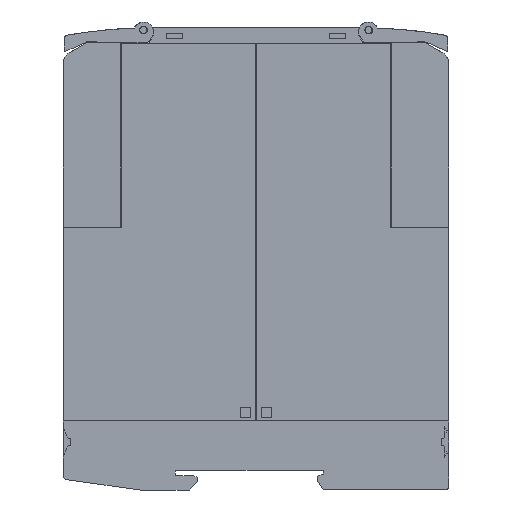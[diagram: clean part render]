
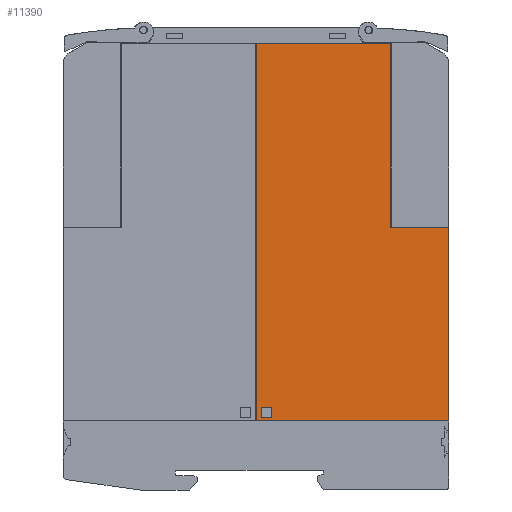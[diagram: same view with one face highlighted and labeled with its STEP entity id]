
A CAD part, left-side view. The second image highlights one B-rep face of the part: STEP entity #11390.
In plain terms, the highlighted planar face has unit normal (-1, 0, 0).
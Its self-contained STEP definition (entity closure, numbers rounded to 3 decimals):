
#11390=ADVANCED_FACE('',(#30182,#30183),#30184,.T.);
#16258=VERTEX_POINT('',#35251);
#16262=VERTEX_POINT('',#35255);
#16264=EDGE_CURVE('',#16262,#16258,#35257,.T.);
#16320=VERTEX_POINT('',#35313);
#16324=VERTEX_POINT('',#35317);
#16326=EDGE_CURVE('',#16324,#16320,#35319,.T.);
#19198=VERTEX_POINT('',#38191);
#19202=VERTEX_POINT('',#38195);
#19204=EDGE_CURVE('',#19202,#19198,#38197,.T.);
#24398=EDGE_CURVE('',#16258,#19202,#43391,.T.);
#24434=VERTEX_POINT('',#43427);
#24436=EDGE_CURVE('',#24434,#19198,#43429,.T.);
#24438=VERTEX_POINT('',#43431);
#24440=EDGE_CURVE('',#24434,#24438,#43433,.T.);
#24442=EDGE_CURVE('',#24438,#16324,#43435,.T.);
#24444=EDGE_CURVE('',#16320,#16262,#43437,.T.);
#24446=VERTEX_POINT('',#43439);
#24448=VERTEX_POINT('',#43441);
#24450=EDGE_CURVE('',#24446,#24448,#43443,.T.);
#24452=VERTEX_POINT('',#43445);
#24454=EDGE_CURVE('',#24448,#24452,#43447,.T.);
#24456=VERTEX_POINT('',#43449);
#24458=EDGE_CURVE('',#24452,#24456,#43451,.T.);
#24460=EDGE_CURVE('',#24456,#24446,#43453,.T.);
#30182=FACE_OUTER_BOUND('',#49170,.T.);
#30183=FACE_BOUND('',#49171,.T.);
#30184=PLANE('',#49172);
#35251=CARTESIAN_POINT('',(0.175,22.148,115.805));
#35255=CARTESIAN_POINT('',(0.175,15.117,115.805));
#35257=LINE('',#57170,#57171);
#35313=CARTESIAN_POINT('',(0.175,15.117,68.005));
#35317=CARTESIAN_POINT('',(0.175,0.017,68.005));
#35319=LINE('',#57264,#57265);
#38191=CARTESIAN_POINT('',(0.175,49.917,115.8));
#38195=CARTESIAN_POINT('',(0.175,22.145,115.8));
#38197=LINE('',#61985,#61986);
#43391=LINE('',#70386,#70387);
#43427=CARTESIAN_POINT('',(0.175,49.917,17.905));
#43429=LINE('',#70446,#70447);
#43431=CARTESIAN_POINT('',(0.175,0.017,17.905));
#43433=LINE('',#70452,#70453);
#43435=LINE('',#70456,#70457);
#43437=LINE('',#70460,#70461);
#43439=CARTESIAN_POINT('',(0.175,48.617,18.705));
#43441=CARTESIAN_POINT('',(0.175,48.617,21.305));
#43443=LINE('',#70468,#70469);
#43445=CARTESIAN_POINT('',(0.175,46.017,21.305));
#43447=LINE('',#70474,#70475);
#43449=CARTESIAN_POINT('',(0.175,46.017,18.705));
#43451=LINE('',#70480,#70481);
#43453=LINE('',#70484,#70485);
#49170=EDGE_LOOP('',(#85814,#85815,#85816,#85817,#85818,#85819,#85820,#85821));
#49171=EDGE_LOOP('',(#85822,#85823,#85824,#85825));
#49172=AXIS2_PLACEMENT_3D('',#85826,#85827,#85828);
#57170=CARTESIAN_POINT('',(0.175,49.917,115.805));
#57171=VECTOR('',#89581,1.0);
#57264=CARTESIAN_POINT('',(0.175,2.567,68.005));
#57265=VECTOR('',#89597,1.0);
#61985=CARTESIAN_POINT('',(0.175,38.953,115.8));
#61986=VECTOR('',#90651,1.0);
#70386=CARTESIAN_POINT('',(0.175,-1.816,74.299));
#70387=VECTOR('',#92303,1.0);
#70446=CARTESIAN_POINT('',(0.175,49.917,17.905));
#70447=VECTOR('',#92319,1.0);
#70452=CARTESIAN_POINT('',(0.175,49.917,17.905));
#70453=VECTOR('',#92320,1.0);
#70456=CARTESIAN_POINT('',(0.175,0.017,17.905));
#70457=VECTOR('',#92321,1.0);
#70460=CARTESIAN_POINT('',(0.175,15.117,54.955));
#70461=VECTOR('',#92322,1.0);
#70468=CARTESIAN_POINT('',(0.175,48.617,18.955));
#70469=VECTOR('',#92323,1.0);
#70474=CARTESIAN_POINT('',(0.175,23.667,21.305));
#70475=VECTOR('',#92324,1.0);
#70480=CARTESIAN_POINT('',(0.175,46.017,18.955));
#70481=VECTOR('',#92325,1.0);
#70484=CARTESIAN_POINT('',(0.175,23.667,18.705));
#70485=VECTOR('',#92326,1.0);
#85814=ORIENTED_EDGE('',*,*,#24398,.T.);
#85815=ORIENTED_EDGE('',*,*,#19204,.T.);
#85816=ORIENTED_EDGE('',*,*,#24436,.F.);
#85817=ORIENTED_EDGE('',*,*,#24440,.T.);
#85818=ORIENTED_EDGE('',*,*,#24442,.T.);
#85819=ORIENTED_EDGE('',*,*,#16326,.T.);
#85820=ORIENTED_EDGE('',*,*,#24444,.T.);
#85821=ORIENTED_EDGE('',*,*,#16264,.T.);
#85822=ORIENTED_EDGE('',*,*,#24450,.T.);
#85823=ORIENTED_EDGE('',*,*,#24454,.T.);
#85824=ORIENTED_EDGE('',*,*,#24458,.T.);
#85825=ORIENTED_EDGE('',*,*,#24460,.T.);
#85826=CARTESIAN_POINT('',(0.175,0.017,17.905));
#85827=DIRECTION('',(-1.0,0.0,0.0));
#85828=DIRECTION('',(0.0,1.0,0.0));
#89581=DIRECTION('',(0.0,1.0,0.0));
#89597=DIRECTION('',(0.0,1.0,0.0));
#90651=DIRECTION('',(0.0,1.0,0.0));
#92303=DIRECTION('',(0.0,-0.5,-0.866));
#92319=DIRECTION('',(0.0,0.0,1.0));
#92320=DIRECTION('',(0.0,-1.0,0.0));
#92321=DIRECTION('',(0.0,0.0,1.0));
#92322=DIRECTION('',(0.0,-0.0,1.0));
#92323=DIRECTION('',(0.0,-0.0,1.0));
#92324=DIRECTION('',(0.0,-1.0,0.0));
#92325=DIRECTION('',(0.0,0.0,-1.0));
#92326=DIRECTION('',(0.0,1.0,0.0));
